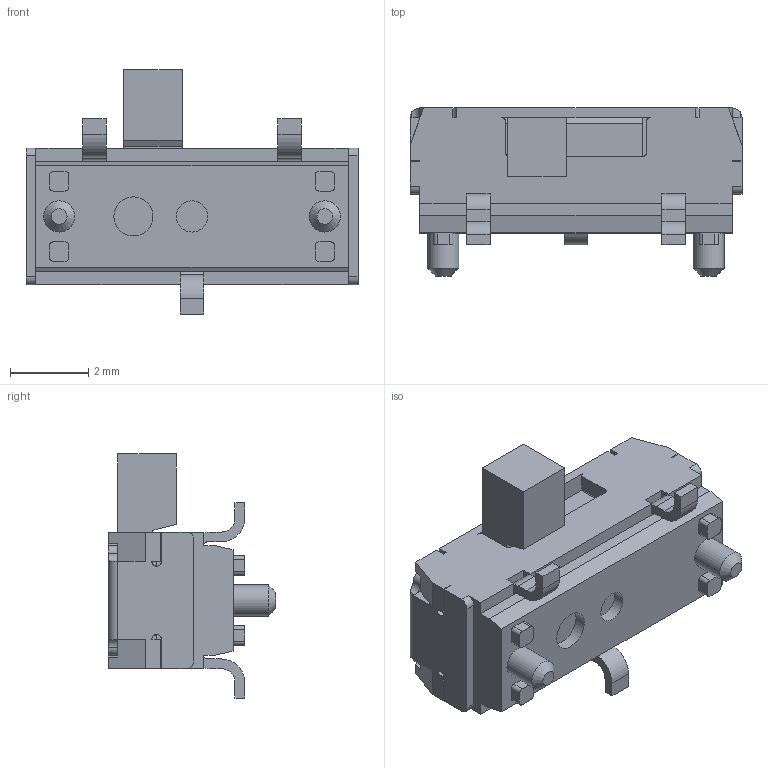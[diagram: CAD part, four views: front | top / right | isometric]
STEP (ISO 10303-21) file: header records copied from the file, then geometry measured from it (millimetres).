
FILE_DESCRIPTION(/* description */ ('STEP AP203'),/* implementation_level */ '2;1');
FILE_NAME(/* name */ 'CL-SB-12B-12T',/* time_stamp */ '2024-09-06T18:22:50+02:00',/* author */ ('License CC BY-ND 4.0'),/* organization */ ('CADENAS'),/* preprocessor_version */ 'ST-DEVELOPER v19.3',/* originating_system */ 'PARTsolutions',/* authorisation */ ' ');
FILE_SCHEMA (('CONFIG_CONTROL_DESIGN'));
Length unit declared in the file: millimetre
Products named in the file (3): CL-SB-12B-12T; 12B-12_c; 2Side setting_s
Assembly tree (2 placements, depth 2):
  CL-SB-12B-12T
    12B-12_c
    2Side setting_s
Bounding box: 8.5 x 4.3 x 6.25 mm (x, y, z)
Volume: 85.9 mm3; surface area: 274.8 mm2
Topology: 2 solids, 2 shells, 255 faces, 744 edges, 484 vertices
Faces by surface type: plane 183, cylinder 70, cone 2
Full cylindrical faces by diameter (mm): 0.8 x3, 1 x1
Entity records: 10002 total; most frequent: CARTESIAN_POINT 1496, ORIENTED_EDGE 1476, DIRECTION 1403, EDGE_CURVE 738, LINE 581, VECTOR 581, VERTEX_POINT 484, AXIS2_PLACEMENT_3D 411
